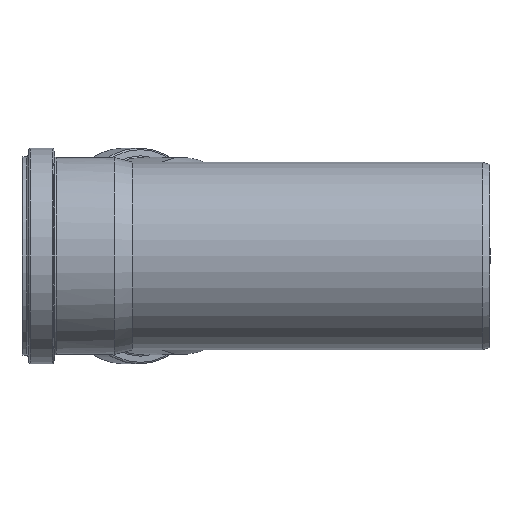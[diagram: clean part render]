
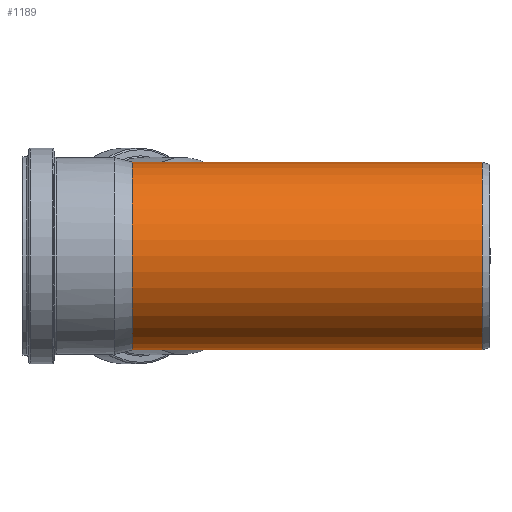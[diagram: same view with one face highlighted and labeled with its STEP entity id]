
A CAD part, left-side view. The second image highlights one B-rep face of the part: STEP entity #1189.
In plain terms, the highlighted cylindrical face has radius 55.1 mm (diameter 110.2 mm), a full revolution.
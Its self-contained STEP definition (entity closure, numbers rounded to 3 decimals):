
#68=CIRCLE('',#1269,55.1);
#122=CIRCLE('',#1354,55.1);
#183=CYLINDRICAL_SURFACE('',#1353,55.1);
#197=ELLIPSE('',#1254,146.213,55.1);
#200=ELLIPSE('',#1257,146.213,55.1);
#202=ELLIPSE('',#1259,59.8,55.1);
#203=ELLIPSE('',#1260,59.8,55.1);
#251=FACE_OUTER_BOUND('',#321,.T.);
#321=EDGE_LOOP('',(#1001,#1002,#1003,#1004,#1005,#1006,#1007,#1008,#1009,
#1010));
#374=LINE('',#2809,#411);
#411=VECTOR('',#1689,55.1);
#437=B_SPLINE_CURVE_WITH_KNOTS('',3,(#2418,#2419,#2420,#2421,#2422,#2423,
#2424,#2425),.UNSPECIFIED.,.F.,.F.,(4,2,2,4),(0.637,0.638,
0.646,0.654),.UNSPECIFIED.);
#442=B_SPLINE_CURVE_WITH_KNOTS('',3,(#2537,#2538,#2539,#2540,#2541,#2542),
 .UNSPECIFIED.,.F.,.F.,(4,2,4),(0.,0.01,0.017),
 .UNSPECIFIED.);
#467=VERTEX_POINT('',#2300);
#468=VERTEX_POINT('',#2301);
#472=VERTEX_POINT('',#2413);
#475=VERTEX_POINT('',#2474);
#476=VERTEX_POINT('',#2536);
#478=VERTEX_POINT('',#2603);
#479=VERTEX_POINT('',#2647);
#529=VERTEX_POINT('',#2808);
#599=EDGE_CURVE('',#467,#468,#197,.T.);
#605=EDGE_CURVE('',#467,#472,#437,.T.);
#610=EDGE_CURVE('',#476,#475,#442,.T.);
#614=EDGE_CURVE('',#478,#475,#200,.T.);
#616=EDGE_CURVE('',#468,#479,#202,.T.);
#617=EDGE_CURVE('',#479,#478,#203,.T.);
#623=EDGE_CURVE('',#476,#472,#68,.T.);
#696=EDGE_CURVE('',#479,#529,#374,.T.);
#697=EDGE_CURVE('',#529,#529,#122,.T.);
#1001=ORIENTED_EDGE('',*,*,#605,.T.);
#1002=ORIENTED_EDGE('',*,*,#623,.F.);
#1003=ORIENTED_EDGE('',*,*,#610,.T.);
#1004=ORIENTED_EDGE('',*,*,#614,.F.);
#1005=ORIENTED_EDGE('',*,*,#617,.F.);
#1006=ORIENTED_EDGE('',*,*,#696,.T.);
#1007=ORIENTED_EDGE('',*,*,#697,.T.);
#1008=ORIENTED_EDGE('',*,*,#696,.F.);
#1009=ORIENTED_EDGE('',*,*,#616,.F.);
#1010=ORIENTED_EDGE('',*,*,#599,.F.);
#1189=ADVANCED_FACE('',(#251),#183,.T.);
#1254=AXIS2_PLACEMENT_3D('',#2302,#1473,#1474);
#1257=AXIS2_PLACEMENT_3D('',#2605,#1479,#1480);
#1259=AXIS2_PLACEMENT_3D('',#2648,#1483,#1484);
#1260=AXIS2_PLACEMENT_3D('',#2649,#1485,#1486);
#1269=AXIS2_PLACEMENT_3D('',#2661,#1504,#1505);
#1353=AXIS2_PLACEMENT_3D('',#2807,#1687,#1688);
#1354=AXIS2_PLACEMENT_3D('',#2810,#1690,#1691);
#1473=DIRECTION('center_axis',(0.926,-0.377,0.));
#1474=DIRECTION('ref_axis',(0.377,0.926,0.));
#1479=DIRECTION('center_axis',(0.926,-0.377,0.));
#1480=DIRECTION('ref_axis',(0.377,0.926,0.));
#1483=DIRECTION('center_axis',(0.389,0.921,0.));
#1484=DIRECTION('ref_axis',(0.921,-0.389,0.));
#1485=DIRECTION('center_axis',(0.389,0.921,0.));
#1486=DIRECTION('ref_axis',(0.921,-0.389,0.));
#1504=DIRECTION('center_axis',(0.,1.,0.));
#1505=DIRECTION('ref_axis',(1.,0.,0.));
#1687=DIRECTION('center_axis',(0.,1.,0.));
#1688=DIRECTION('ref_axis',(-1.,0.,0.));
#1689=DIRECTION('',(0.,-1.,0.));
#1690=DIRECTION('center_axis',(0.,1.,0.));
#1691=DIRECTION('ref_axis',(1.,0.,0.));
#2300=CARTESIAN_POINT('',(51.801,210.324,18.78));
#2301=CARTESIAN_POINT('',(0.,83.,55.1));
#2302=CARTESIAN_POINT('Origin',(0.,83.,0.));
#2413=CARTESIAN_POINT('',(51.748,210.375,18.925));
#2418=CARTESIAN_POINT('Ctrl Pts',(51.801,210.324,18.78));
#2419=CARTESIAN_POINT('Ctrl Pts',(51.8,210.326,18.783));
#2420=CARTESIAN_POINT('Ctrl Pts',(51.799,210.329,18.786));
#2421=CARTESIAN_POINT('Ctrl Pts',(51.791,210.346,18.808));
#2422=CARTESIAN_POINT('Ctrl Pts',(51.783,210.357,18.829));
#2423=CARTESIAN_POINT('Ctrl Pts',(51.766,210.372,18.876));
#2424=CARTESIAN_POINT('Ctrl Pts',(51.757,210.375,18.9));
#2425=CARTESIAN_POINT('Ctrl Pts',(51.748,210.375,18.925));
#2474=CARTESIAN_POINT('',(51.801,210.324,-18.78));
#2536=CARTESIAN_POINT('',(51.748,210.375,-18.925));
#2537=CARTESIAN_POINT('Ctrl Pts',(51.748,210.375,-18.925));
#2538=CARTESIAN_POINT('Ctrl Pts',(51.76,210.375,-18.893));
#2539=CARTESIAN_POINT('Ctrl Pts',(51.771,210.37,-18.862));
#2540=CARTESIAN_POINT('Ctrl Pts',(51.789,210.348,-18.813));
#2541=CARTESIAN_POINT('Ctrl Pts',(51.795,210.337,-18.796));
#2542=CARTESIAN_POINT('Ctrl Pts',(51.801,210.324,-18.78));
#2603=CARTESIAN_POINT('',(0.,83.,-55.1));
#2605=CARTESIAN_POINT('Origin',(0.,83.,0.));
#2647=CARTESIAN_POINT('',(55.1,59.762,0.));
#2648=CARTESIAN_POINT('Origin',(0.,83.,0.));
#2649=CARTESIAN_POINT('Origin',(0.,83.,0.));
#2661=CARTESIAN_POINT('Origin',(0.,210.375,0.));
#2807=CARTESIAN_POINT('Origin',(0.,107.438,0.));
#2808=CARTESIAN_POINT('',(55.1,4.5,0.));
#2809=CARTESIAN_POINT('',(55.1,107.438,0.));
#2810=CARTESIAN_POINT('Origin',(0.,4.5,0.));
